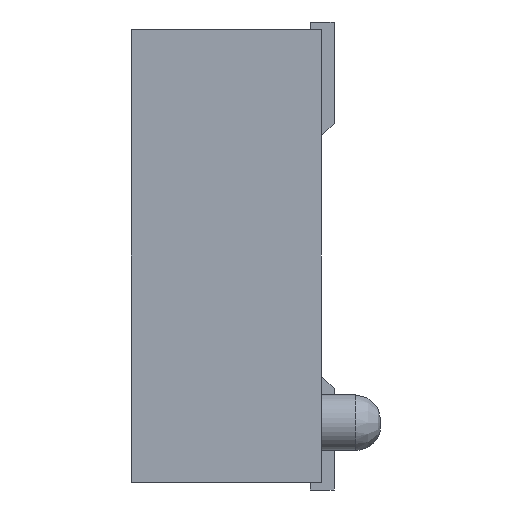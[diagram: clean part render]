
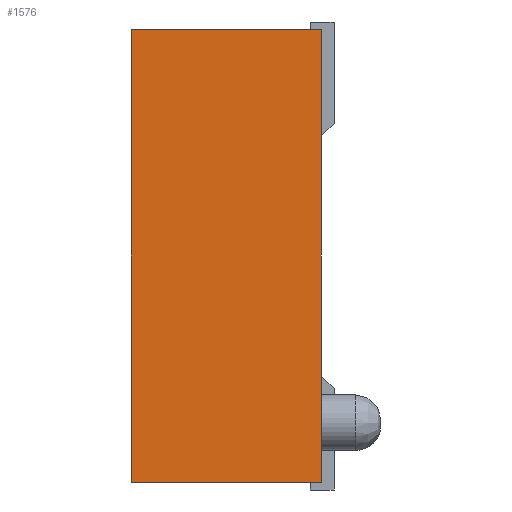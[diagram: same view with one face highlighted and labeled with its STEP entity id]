
A CAD part, left-side view. The second image highlights one B-rep face of the part: STEP entity #1576.
In plain terms, the highlighted planar face has unit normal (-1, 0, 0).
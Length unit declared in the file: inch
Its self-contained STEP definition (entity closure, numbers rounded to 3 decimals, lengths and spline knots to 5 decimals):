
#1576 = ADVANCED_FACE( '', ( #3404 ), #3405, .F. );
#3404 = FACE_OUTER_BOUND( '', #5524, .T. );
#3405 = PLANE( '', #5525 );
#5524 = EDGE_LOOP( '', ( #10486, #10487, #10488, #10489 ) );
#5525 = AXIS2_PLACEMENT_3D( '', #10490, #10491, #10492 );
#10486 = ORIENTED_EDGE( '', *, *, #14030, .T. );
#10487 = ORIENTED_EDGE( '', *, *, #13837, .F. );
#10488 = ORIENTED_EDGE( '', *, *, #15249, .F. );
#10489 = ORIENTED_EDGE( '', *, *, #13660, .T. );
#10490 = CARTESIAN_POINT( '', ( -0.41875, 0.128, -0.1425 ) );
#10491 = DIRECTION( '', ( 1., 0., 0. ) );
#10492 = DIRECTION( '', ( 0., 0., -1. ) );
#13660 = EDGE_CURVE( '', #16795, #16793, #16796, .T. );
#13837 = EDGE_CURVE( '', #17092, #17094, #17095, .T. );
#14030 = EDGE_CURVE( '', #16793, #17094, #17404, .T. );
#15249 = EDGE_CURVE( '', #16795, #17092, #19149, .T. );
#16793 = VERTEX_POINT( '', #21233 );
#16795 = VERTEX_POINT( '', #21236 );
#16796 = LINE( '', #21237, #21238 );
#17092 = VERTEX_POINT( '', #21676 );
#17094 = VERTEX_POINT( '', #21679 );
#17095 = LINE( '', #21680, #21681 );
#17404 = LINE( '', #22140, #22141 );
#19149 = LINE( '', #24816, #24817 );
#21233 = CARTESIAN_POINT( '', ( -0.41875, 0.008, -0.1425 ) );
#21236 = CARTESIAN_POINT( '', ( -0.41875, 0.128, -0.1425 ) );
#21237 = CARTESIAN_POINT( '', ( -0.41875, 0.128, -0.1425 ) );
#21238 = VECTOR( '', #26177, 39.37008 );
#21676 = CARTESIAN_POINT( '', ( -0.41875, 0.128, 0.1425 ) );
#21679 = CARTESIAN_POINT( '', ( -0.41875, 0.008, 0.1425 ) );
#21680 = CARTESIAN_POINT( '', ( -0.41875, 0.128, 0.1425 ) );
#21681 = VECTOR( '', #26321, 39.37008 );
#22140 = CARTESIAN_POINT( '', ( -0.41875, 0.008, -0.1425 ) );
#22141 = VECTOR( '', #26478, 39.37008 );
#24816 = CARTESIAN_POINT( '', ( -0.41875, 0.128, -0.1425 ) );
#24817 = VECTOR( '', #27415, 39.37008 );
#26177 = DIRECTION( '', ( 0., -1., 0. ) );
#26321 = DIRECTION( '', ( 0., -1., 0. ) );
#26478 = DIRECTION( '', ( 0., 0., 1. ) );
#27415 = DIRECTION( '', ( 0., 0., 1. ) );
